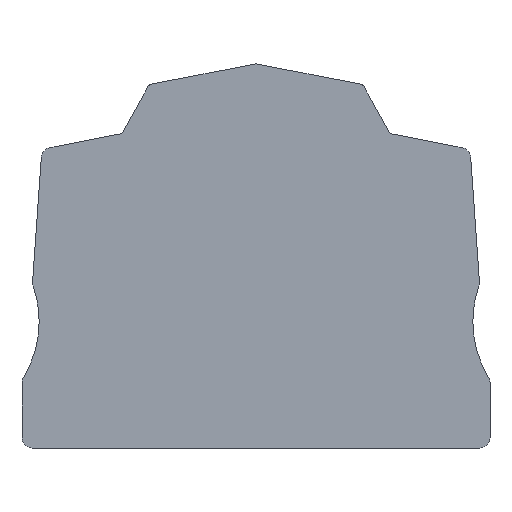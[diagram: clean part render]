
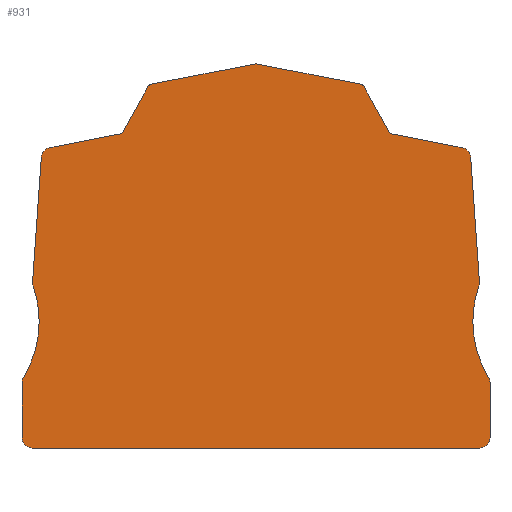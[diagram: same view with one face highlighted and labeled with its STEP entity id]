
A CAD part, top view. The second image highlights one B-rep face of the part: STEP entity #931.
In plain terms, the highlighted planar face has unit normal (0, 0, 1).
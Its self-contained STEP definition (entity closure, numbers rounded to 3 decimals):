
#162=DIRECTION('',(-1.,0.,0.));
#163=VECTOR('',#162,41.6);
#164=CARTESIAN_POINT('',(20.8,0.2,1.5));
#165=LINE('',#164,#163);
#169=CARTESIAN_POINT('',(-20.8,1.2,1.5));
#170=DIRECTION('',(0.,0.,-1.));
#171=DIRECTION('',(0.,-1.,0.));
#172=AXIS2_PLACEMENT_3D('',#169,#170,#171);
#177=CARTESIAN_POINT('',(-20.8,6.287,1.5));
#178=DIRECTION('',(0.,0.,-1.));
#179=DIRECTION('',(-1.,0.,0.));
#180=AXIS2_PLACEMENT_3D('',#177,#178,#179);
#185=CARTESIAN_POINT('',(-30.2,12.,1.5));
#186=DIRECTION('',(0.,0.,1.));
#187=DIRECTION('',(0.855,-0.519,0.));
#188=AXIS2_PLACEMENT_3D('',#185,#186,#187);
#193=CARTESIAN_POINT('',(-30.2,12.,1.5));
#194=DIRECTION('',(0.,0.,1.));
#195=DIRECTION('',(1.,0.,0.));
#196=AXIS2_PLACEMENT_3D('',#193,#194,#195);
#201=CARTESIAN_POINT('',(-19.815,15.627,1.5));
#202=DIRECTION('',(0.,0.,-1.));
#203=DIRECTION('',(-0.944,-0.33,0.));
#204=AXIS2_PLACEMENT_3D('',#201,#202,#203);
#209=CARTESIAN_POINT('',(-19.815,15.627,1.5));
#210=DIRECTION('',(0.,0.,-1.));
#211=DIRECTION('',(-1.,0.,0.));
#212=AXIS2_PLACEMENT_3D('',#209,#210,#211);
#217=DIRECTION('',(0.07,0.998,0.));
#218=VECTOR('',#217,11.613);
#219=CARTESIAN_POINT('',(-20.813,15.697,1.5));
#220=LINE('',#219,#218);
#224=CARTESIAN_POINT('',(-19.005,27.212,1.5));
#225=DIRECTION('',(0.,0.,-1.));
#226=DIRECTION('',(-0.998,0.07,0.));
#227=AXIS2_PLACEMENT_3D('',#224,#225,#226);
#232=DIRECTION('',(0.982,0.191,0.));
#233=VECTOR('',#232,6.833);
#234=CARTESIAN_POINT('',(-19.196,28.194,1.5));
#235=LINE('',#234,#233);
#239=DIRECTION('',(0.485,0.875,0.));
#240=VECTOR('',#239,5.082);
#241=CARTESIAN_POINT('',(-12.489,29.498,1.5));
#242=LINE('',#241,#240);
#246=CARTESIAN_POINT('',(-9.763,33.797,1.5));
#247=DIRECTION('',(0.,0.,-1.));
#248=DIRECTION('',(-0.875,0.485,0.));
#249=AXIS2_PLACEMENT_3D('',#246,#247,#248);
#254=DIRECTION('',(0.982,0.191,0.));
#255=VECTOR('',#254,9.945);
#256=CARTESIAN_POINT('',(-9.82,34.091,1.5));
#257=LINE('',#256,#255);
#261=CARTESIAN_POINT('',(0.,35.694,1.5));
#262=DIRECTION('',(0.,0.,-1.));
#263=DIRECTION('',(-0.191,0.982,0.));
#264=AXIS2_PLACEMENT_3D('',#261,#262,#263);
#269=DIRECTION('',(0.982,-0.191,0.));
#270=VECTOR('',#269,9.945);
#271=CARTESIAN_POINT('',(0.057,35.989,1.5));
#272=LINE('',#271,#270);
#276=CARTESIAN_POINT('',(9.763,33.797,1.5));
#277=DIRECTION('',(0.,0.,-1.));
#278=DIRECTION('',(0.191,0.982,0.));
#279=AXIS2_PLACEMENT_3D('',#276,#277,#278);
#284=DIRECTION('',(0.485,-0.875,0.));
#285=VECTOR('',#284,5.082);
#286=CARTESIAN_POINT('',(10.025,33.942,1.5));
#287=LINE('',#286,#285);
#291=DIRECTION('',(0.982,-0.191,0.));
#292=VECTOR('',#291,6.833);
#293=CARTESIAN_POINT('',(12.489,29.498,1.5));
#294=LINE('',#293,#292);
#298=CARTESIAN_POINT('',(19.005,27.212,1.5));
#299=DIRECTION('',(0.,0.,-1.));
#300=DIRECTION('',(0.191,0.982,0.));
#301=AXIS2_PLACEMENT_3D('',#298,#299,#300);
#306=DIRECTION('',(0.07,-0.998,0.));
#307=VECTOR('',#306,11.613);
#308=CARTESIAN_POINT('',(20.003,27.282,1.5));
#309=LINE('',#308,#307);
#313=CARTESIAN_POINT('',(19.815,15.627,1.5));
#314=DIRECTION('',(0.,0.,-1.));
#315=DIRECTION('',(0.998,0.07,0.));
#316=AXIS2_PLACEMENT_3D('',#313,#314,#315);
#321=CARTESIAN_POINT('',(19.815,15.627,1.5));
#322=DIRECTION('',(0.,0.,-1.));
#323=DIRECTION('',(1.,0.,0.));
#324=AXIS2_PLACEMENT_3D('',#321,#322,#323);
#329=CARTESIAN_POINT('',(30.2,12.,1.5));
#330=DIRECTION('',(0.,0.,1.));
#331=DIRECTION('',(-0.944,0.33,0.));
#332=AXIS2_PLACEMENT_3D('',#329,#330,#331);
#337=CARTESIAN_POINT('',(30.2,12.,1.5));
#338=DIRECTION('',(0.,0.,1.));
#339=DIRECTION('',(-1.,0.,0.));
#340=AXIS2_PLACEMENT_3D('',#337,#338,#339);
#345=CARTESIAN_POINT('',(20.8,6.287,1.5));
#346=DIRECTION('',(0.,0.,-1.));
#347=DIRECTION('',(0.855,0.519,0.));
#348=AXIS2_PLACEMENT_3D('',#345,#346,#347);
#353=DIRECTION('',(0.,-1.,0.));
#354=VECTOR('',#353,5.087);
#355=CARTESIAN_POINT('',(21.8,6.287,1.5));
#356=LINE('',#355,#354);
#360=CARTESIAN_POINT('',(20.8,1.2,1.5));
#361=DIRECTION('',(0.,0.,-1.));
#362=DIRECTION('',(1.,0.,0.));
#363=AXIS2_PLACEMENT_3D('',#360,#361,#362);
#651=DIRECTION('',(0.,-1.,0.));
#652=VECTOR('',#651,5.087);
#653=CARTESIAN_POINT('',(-21.8,6.287,1.5));
#654=LINE('',#653,#652);
#756=CARTESIAN_POINT('',(20.8,0.2,1.5));
#757=CARTESIAN_POINT('',(-20.8,0.2,1.5));
#758=VERTEX_POINT('',#756);
#759=VERTEX_POINT('',#757);
#760=CARTESIAN_POINT('',(-21.8,1.2,1.5));
#761=VERTEX_POINT('',#760);
#762=CARTESIAN_POINT('',(-21.8,6.287,1.5));
#763=VERTEX_POINT('',#762);
#764=CARTESIAN_POINT('',(-21.655,6.806,1.5));
#765=VERTEX_POINT('',#764);
#766=CARTESIAN_POINT('',(-20.2,12.,1.5));
#767=VERTEX_POINT('',#766);
#768=CARTESIAN_POINT('',(-20.759,15.297,1.5));
#769=VERTEX_POINT('',#768);
#770=CARTESIAN_POINT('',(-20.815,15.627,1.5));
#771=CARTESIAN_POINT('',(-20.813,15.697,1.5));
#772=VERTEX_POINT('',#770);
#773=VERTEX_POINT('',#771);
#774=CARTESIAN_POINT('',(-20.003,27.282,1.5));
#775=VERTEX_POINT('',#774);
#776=CARTESIAN_POINT('',(-19.196,28.194,1.5));
#777=VERTEX_POINT('',#776);
#778=CARTESIAN_POINT('',(-12.489,29.498,1.5));
#779=VERTEX_POINT('',#778);
#780=CARTESIAN_POINT('',(-10.025,33.942,1.5));
#781=VERTEX_POINT('',#780);
#782=CARTESIAN_POINT('',(-9.82,34.091,1.5));
#783=VERTEX_POINT('',#782);
#784=CARTESIAN_POINT('',(-0.057,35.989,1.5));
#785=VERTEX_POINT('',#784);
#786=CARTESIAN_POINT('',(0.057,35.989,1.5));
#787=VERTEX_POINT('',#786);
#788=CARTESIAN_POINT('',(9.82,34.091,1.5));
#789=VERTEX_POINT('',#788);
#790=CARTESIAN_POINT('',(10.025,33.942,1.5));
#791=VERTEX_POINT('',#790);
#792=CARTESIAN_POINT('',(12.489,29.498,1.5));
#793=VERTEX_POINT('',#792);
#794=CARTESIAN_POINT('',(19.196,28.194,1.5));
#795=VERTEX_POINT('',#794);
#796=CARTESIAN_POINT('',(20.003,27.282,1.5));
#797=VERTEX_POINT('',#796);
#798=CARTESIAN_POINT('',(20.813,15.697,1.5));
#799=VERTEX_POINT('',#798);
#800=CARTESIAN_POINT('',(20.815,15.627,1.5));
#801=CARTESIAN_POINT('',(20.759,15.297,1.5));
#802=VERTEX_POINT('',#800);
#803=VERTEX_POINT('',#801);
#804=CARTESIAN_POINT('',(20.2,12.,1.5));
#805=VERTEX_POINT('',#804);
#806=CARTESIAN_POINT('',(21.655,6.806,1.5));
#807=VERTEX_POINT('',#806);
#808=CARTESIAN_POINT('',(21.8,6.287,1.5));
#809=VERTEX_POINT('',#808);
#810=CARTESIAN_POINT('',(21.8,1.2,1.5));
#811=VERTEX_POINT('',#810);
#868=CARTESIAN_POINT('',(0.,0.,1.5));
#869=DIRECTION('',(0.,0.,1.));
#870=DIRECTION('',(1.,0.,0.));
#871=AXIS2_PLACEMENT_3D('',#868,#869,#870);
#872=PLANE('',#871);
#874=ORIENTED_EDGE('',*,*,#873,.T.);
#876=ORIENTED_EDGE('',*,*,#875,.T.);
#878=ORIENTED_EDGE('',*,*,#877,.F.);
#880=ORIENTED_EDGE('',*,*,#879,.T.);
#882=ORIENTED_EDGE('',*,*,#881,.T.);
#884=ORIENTED_EDGE('',*,*,#883,.T.);
#886=ORIENTED_EDGE('',*,*,#885,.T.);
#888=ORIENTED_EDGE('',*,*,#887,.T.);
#890=ORIENTED_EDGE('',*,*,#889,.T.);
#892=ORIENTED_EDGE('',*,*,#891,.T.);
#894=ORIENTED_EDGE('',*,*,#893,.T.);
#896=ORIENTED_EDGE('',*,*,#895,.T.);
#898=ORIENTED_EDGE('',*,*,#897,.T.);
#900=ORIENTED_EDGE('',*,*,#899,.T.);
#902=ORIENTED_EDGE('',*,*,#901,.T.);
#904=ORIENTED_EDGE('',*,*,#903,.T.);
#906=ORIENTED_EDGE('',*,*,#905,.T.);
#908=ORIENTED_EDGE('',*,*,#907,.T.);
#910=ORIENTED_EDGE('',*,*,#909,.T.);
#912=ORIENTED_EDGE('',*,*,#911,.T.);
#914=ORIENTED_EDGE('',*,*,#913,.T.);
#916=ORIENTED_EDGE('',*,*,#915,.T.);
#918=ORIENTED_EDGE('',*,*,#917,.T.);
#920=ORIENTED_EDGE('',*,*,#919,.T.);
#922=ORIENTED_EDGE('',*,*,#921,.T.);
#924=ORIENTED_EDGE('',*,*,#923,.T.);
#926=ORIENTED_EDGE('',*,*,#925,.T.);
#928=ORIENTED_EDGE('',*,*,#927,.T.);
#929=EDGE_LOOP('',(#874,#876,#878,#880,#882,#884,#886,#888,#890,#892,#894,#896,
#898,#900,#902,#904,#906,#908,#910,#912,#914,#916,#918,#920,#922,#924,#926,
#928));
#930=FACE_OUTER_BOUND('',#929,.F.);
#173=CIRCLE('',#172,1.);
#181=CIRCLE('',#180,1.);
#189=CIRCLE('',#188,10.);
#197=CIRCLE('',#196,10.);
#205=CIRCLE('',#204,1.);
#213=CIRCLE('',#212,1.);
#228=CIRCLE('',#227,1.);
#250=CIRCLE('',#249,0.3);
#265=CIRCLE('',#264,0.3);
#280=CIRCLE('',#279,0.3);
#302=CIRCLE('',#301,1.);
#317=CIRCLE('',#316,1.);
#325=CIRCLE('',#324,1.);
#333=CIRCLE('',#332,10.);
#341=CIRCLE('',#340,10.);
#349=CIRCLE('',#348,1.);
#364=CIRCLE('',#363,1.);
#873=EDGE_CURVE('',#758,#759,#165,.T.);
#875=EDGE_CURVE('',#759,#761,#173,.T.);
#877=EDGE_CURVE('',#763,#761,#654,.T.);
#879=EDGE_CURVE('',#763,#765,#181,.T.);
#881=EDGE_CURVE('',#765,#767,#189,.T.);
#883=EDGE_CURVE('',#767,#769,#197,.T.);
#885=EDGE_CURVE('',#769,#772,#205,.T.);
#887=EDGE_CURVE('',#772,#773,#213,.T.);
#889=EDGE_CURVE('',#773,#775,#220,.T.);
#891=EDGE_CURVE('',#775,#777,#228,.T.);
#893=EDGE_CURVE('',#777,#779,#235,.T.);
#895=EDGE_CURVE('',#779,#781,#242,.T.);
#897=EDGE_CURVE('',#781,#783,#250,.T.);
#899=EDGE_CURVE('',#783,#785,#257,.T.);
#901=EDGE_CURVE('',#785,#787,#265,.T.);
#903=EDGE_CURVE('',#787,#789,#272,.T.);
#905=EDGE_CURVE('',#789,#791,#280,.T.);
#907=EDGE_CURVE('',#791,#793,#287,.T.);
#909=EDGE_CURVE('',#793,#795,#294,.T.);
#911=EDGE_CURVE('',#795,#797,#302,.T.);
#913=EDGE_CURVE('',#797,#799,#309,.T.);
#915=EDGE_CURVE('',#799,#802,#317,.T.);
#917=EDGE_CURVE('',#802,#803,#325,.T.);
#919=EDGE_CURVE('',#803,#805,#333,.T.);
#921=EDGE_CURVE('',#805,#807,#341,.T.);
#923=EDGE_CURVE('',#807,#809,#349,.T.);
#925=EDGE_CURVE('',#809,#811,#356,.T.);
#927=EDGE_CURVE('',#811,#758,#364,.T.);
#931=ADVANCED_FACE('',(#930),#872,.T.);
